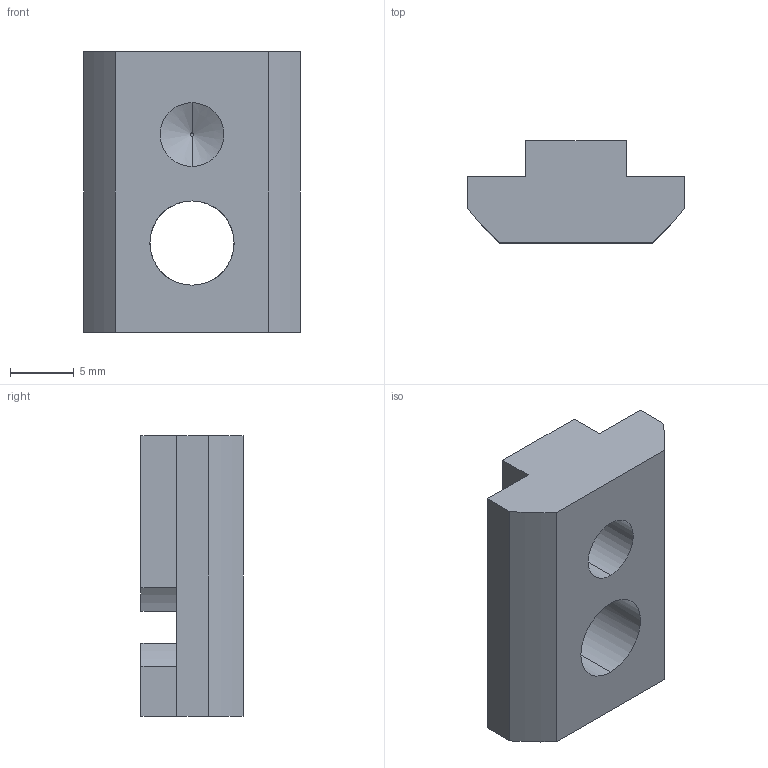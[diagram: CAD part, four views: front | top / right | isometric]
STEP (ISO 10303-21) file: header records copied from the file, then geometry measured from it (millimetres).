
FILE_DESCRIPTION (( 'STEP AP214' ), '1' );
FILE_NAME ('096568.STEP', '2014-08-18T09:33:31', ( '' ), ( '' ), 'SwSTEP 2.0', 'SolidWorks 2014', '' );
FILE_SCHEMA (( 'AUTOMOTIVE_DESIGN' ));
Length unit declared in the file: millimetre
Products named in the file (1): 096568
Bounding box: 17 x 8 x 22 mm (x, y, z)
Volume: 1860.5 mm3; surface area: 1417.2 mm2
Topology: 1 solids, 1 shells, 26 faces, 70 edges, 46 vertices
Faces by surface type: plane 14, cylinder 10, cone 2
Entity records: 862 total; most frequent: DIRECTION 150, CARTESIAN_POINT 143, ORIENTED_EDGE 140, EDGE_CURVE 70, AXIS2_PLACEMENT_3D 53, VERTEX_POINT 46, VECTOR 44, LINE 44
